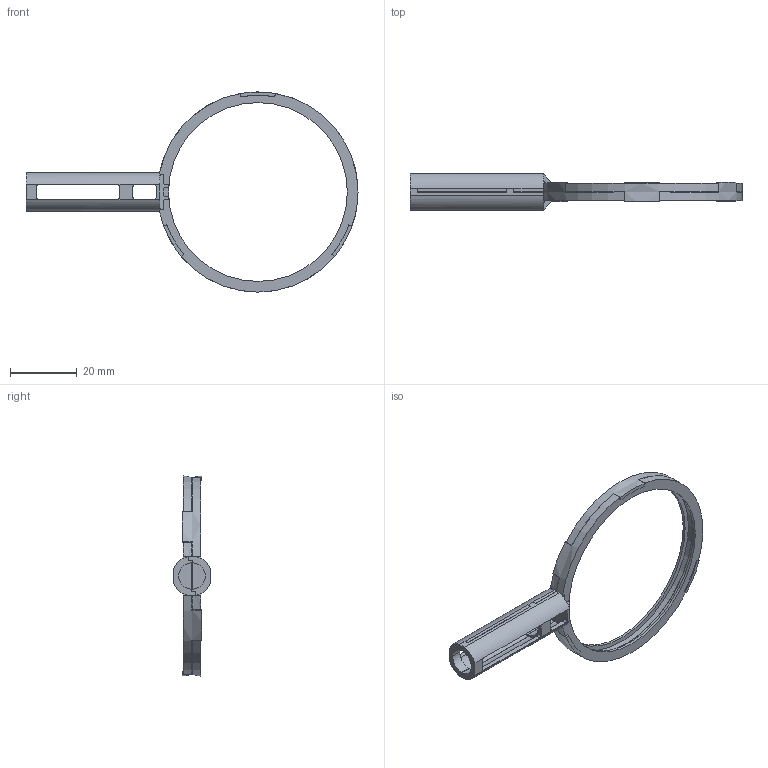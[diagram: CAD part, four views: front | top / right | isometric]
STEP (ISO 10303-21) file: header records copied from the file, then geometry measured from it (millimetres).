
FILE_DESCRIPTION (( 'STEP AP214' ), '1' );
FILE_NAME ('ring.STEP', '2020-01-30T18:41:45', ( '' ), ( '' ), 'SwSTEP 2.0', 'SolidWorks 2016', '' );
FILE_SCHEMA (( 'AUTOMOTIVE_DESIGN' ));
Length unit declared in the file: millimetre
Products named in the file (2): ring; outer_ring_carb3
Assembly tree (2 placements, depth 2):
  ring
    outer_ring_carb3  x2
Bounding box: 99.33 x 10.9 x 59.9 mm (x, y, z)
Volume: 3454.3 mm3; surface area: 6993.7 mm2
Topology: 2 solids, 2 shells, 188 faces, 532 edges, 342 vertices
Faces by surface type: plane 116, cylinder 72
Entity records: 3178 total; most frequent: CARTESIAN_POINT 620, ORIENTED_EDGE 532, DIRECTION 524, EDGE_CURVE 266, VECTOR 186, LINE 186, VERTEX_POINT 171, AXIS2_PLACEMENT_3D 169
